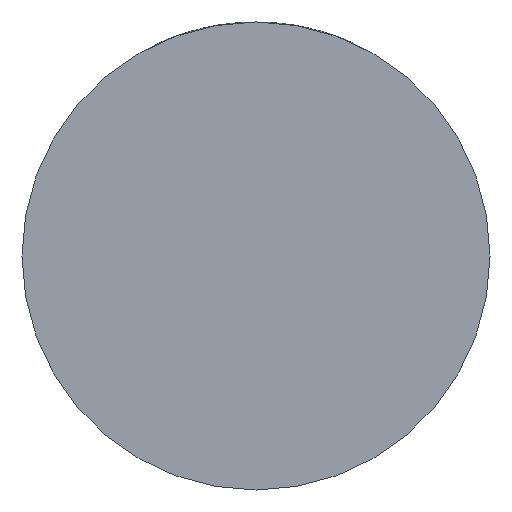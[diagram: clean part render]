
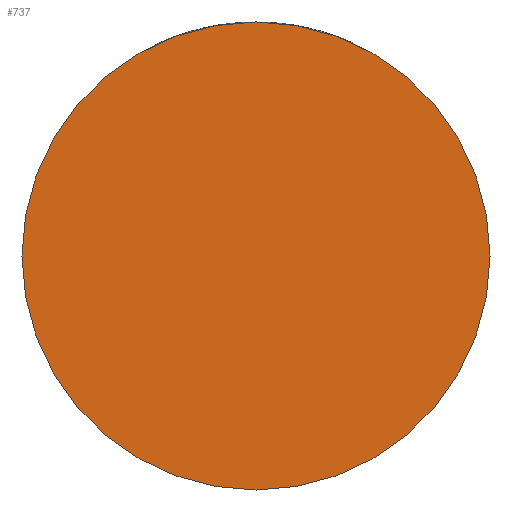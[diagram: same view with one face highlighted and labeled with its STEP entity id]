
A CAD part, front view. The second image highlights one B-rep face of the part: STEP entity #737.
In plain terms, the highlighted planar face has unit normal (0, -1, 0).
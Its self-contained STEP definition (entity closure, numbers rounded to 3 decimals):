
#737=ADVANCED_FACE('',(#2003),#2004,.F.);
#2003=FACE_OUTER_BOUND('',#5025,.T.);
#2004=PLANE('',#5026);
#5025=EDGE_LOOP('',(#10007,#10008));
#5026=AXIS2_PLACEMENT_3D('',#10009,#10010,#10011);
#10007=ORIENTED_EDGE('',*,*,#11821,.F.);
#10008=ORIENTED_EDGE('',*,*,#11824,.F.);
#10009=CARTESIAN_POINT('',(-4.325,-6.75,-5.191));
#10010=DIRECTION('',(-0.0,1.0,0.0));
#10011=DIRECTION('',(1.0,0.0,0.0));
#11821=EDGE_CURVE('',#14395,#14397,#14398,.T.);
#11824=EDGE_CURVE('',#14397,#14395,#14401,.T.);
#14395=VERTEX_POINT('',#19734);
#14397=VERTEX_POINT('',#19737);
#14398=CIRCLE('',#19738,4.325);
#14401=CIRCLE('',#19742,4.325);
#19734=CARTESIAN_POINT('',(4.325,-6.75,0.0));
#19737=CARTESIAN_POINT('',(-4.325,-6.75,0.0));
#19738=AXIS2_PLACEMENT_3D('',#22351,#22352,#22353);
#19742=AXIS2_PLACEMENT_3D('',#22358,#22359,#22360);
#22351=CARTESIAN_POINT('',(0.0,-6.75,0.0));
#22352=DIRECTION('',(-0.0,1.0,0.0));
#22353=DIRECTION('',(1.0,0.0,0.0));
#22358=CARTESIAN_POINT('',(0.0,-6.75,0.0));
#22359=DIRECTION('',(0.0,1.0,0.0));
#22360=DIRECTION('',(-1.0,0.0,0.0));
